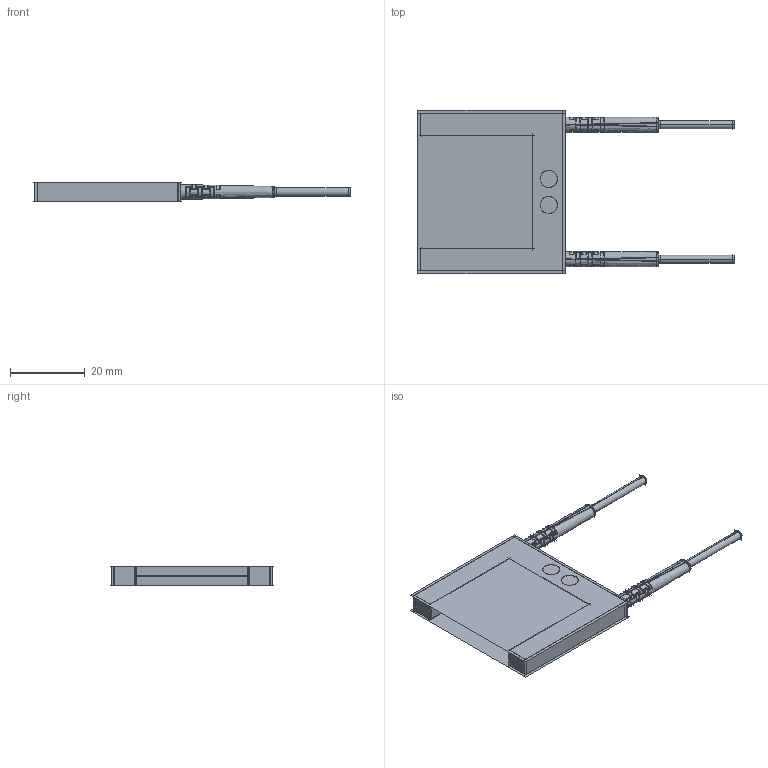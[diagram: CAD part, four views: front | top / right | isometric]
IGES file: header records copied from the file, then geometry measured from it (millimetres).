
Start section:  PTC IGES file: pus-3030_asm.igs
Global section: file name: pus-3030_asm.igs; native system: Creo Parametric by PTC Inc.; preprocessor: 2018400; author: Administrator; organization: Unknown; date: 20200324.121932; units: millimetre
Bounding box: 84.66 x 43.68 x 5.2 mm (x, y, z)
Surface area: 9593.8 mm2 (no closed solid volume)
Topology: 0 solids, 0 shells, 576 faces, 7770 edges, 9980 vertices
Faces by surface type: bspline 536, revolution 40
